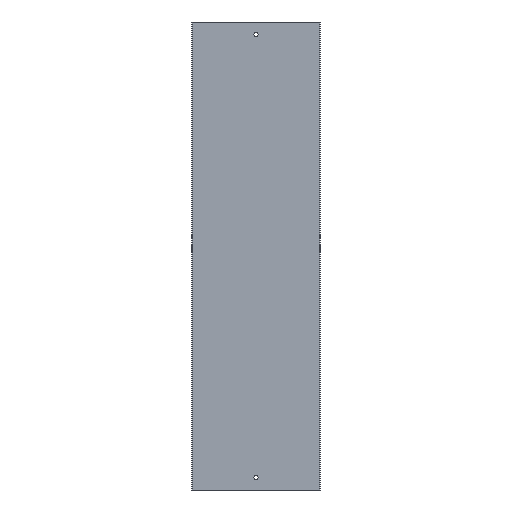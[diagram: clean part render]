
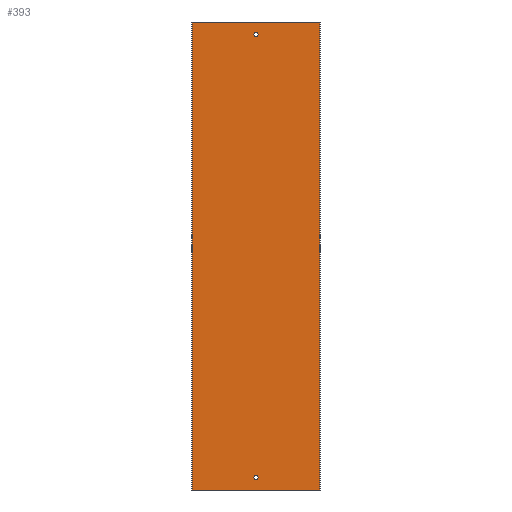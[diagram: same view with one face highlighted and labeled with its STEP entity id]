
A CAD part, front view. The second image highlights one B-rep face of the part: STEP entity #393.
In plain terms, the highlighted planar face has unit normal (0, -1, 0).
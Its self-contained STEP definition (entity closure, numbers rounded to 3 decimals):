
#47 = CARTESIAN_POINT ( 'NONE',  ( -76., 0., 560. ) ) ;
#49 = CARTESIAN_POINT ( 'NONE',  ( 76., 0., 560. ) ) ;
#52 = CARTESIAN_POINT ( 'NONE',  ( -76., 0., 0. ) ) ;
#53 = CARTESIAN_POINT ( 'NONE',  ( 76., 0., 0. ) ) ;
#66 = DIRECTION ( 'NONE',  ( 1., 0., 0. ) ) ;
#68 = DIRECTION ( 'NONE',  ( 1., 0., 0. ) ) ;
#69 = DIRECTION ( 'NONE',  ( 0., 0., 1. ) ) ;
#70 = DIRECTION ( 'NONE',  ( 0., -1., 0. ) ) ;
#71 = CARTESIAN_POINT ( 'NONE',  ( 0., 0., 15. ) ) ;
#72 = DIRECTION ( 'NONE',  ( 0., 0., 1. ) ) ;
#73 = DIRECTION ( 'NONE',  ( 0., -1., 0. ) ) ;
#75 = CARTESIAN_POINT ( 'NONE',  ( 0., 0., 545. ) ) ;
#77 = CARTESIAN_POINT ( 'NONE',  ( -76., 0., 560. ) ) ;
#84 = DIRECTION ( 'NONE',  ( 0., 0., -1. ) ) ;
#85 = CARTESIAN_POINT ( 'NONE',  ( -76., 0., 0. ) ) ;
#86 = CARTESIAN_POINT ( 'NONE',  ( -76., 0., 560. ) ) ;
#95 = DIRECTION ( 'NONE',  ( 0., 0., -1. ) ) ;
#97 = CARTESIAN_POINT ( 'NONE',  ( 76., 0., 560. ) ) ;
#128 = AXIS2_PLACEMENT_3D ( 'NONE', #71, #70, #69 ) ;
#129 = AXIS2_PLACEMENT_3D ( 'NONE', #75, #73, #72 ) ;
#155 = AXIS2_PLACEMENT_3D ( 'NONE', #437, #433, #432 ) ;
#162 = EDGE_CURVE ( 'NONE', #356, #352, #264, .T. ) ;
#167 = EDGE_CURVE ( 'NONE', #358, #353, #254, .T. ) ;
#170 = EDGE_CURVE ( 'NONE', #215, #215, #248, .T. ) ;
#171 = EDGE_CURVE ( 'NONE', #214, #214, #244, .T. ) ;
#172 = EDGE_CURVE ( 'NONE', #353, #352, #246, .T. ) ;
#173 = EDGE_CURVE ( 'NONE', #358, #356, #245, .T. ) ;
#214 = VERTEX_POINT ( 'NONE', #426 ) ;
#215 = VERTEX_POINT ( 'NONE', #423 ) ;
#221 = FACE_BOUND ( 'NONE', #378, .T. ) ;
#223 = FACE_OUTER_BOUND ( 'NONE', #370, .T. ) ;
#224 = FACE_BOUND ( 'NONE', #366, .T. ) ;
#242 = VECTOR ( 'NONE', #68, 1000. ) ;
#243 = VECTOR ( 'NONE', #66, 1000. ) ;
#244 = CIRCLE ( 'NONE', #128, 2.5 ) ;
#245 = LINE ( 'NONE', #77, #243 ) ;
#246 = LINE ( 'NONE', #85, #242 ) ;
#248 = CIRCLE ( 'NONE', #129, 2.5 ) ;
#251 = VECTOR ( 'NONE', #84, 1000. ) ;
#254 = LINE ( 'NONE', #86, #251 ) ;
#261 = VECTOR ( 'NONE', #95, 1000. ) ;
#264 = LINE ( 'NONE', #97, #261 ) ;
#315 = ORIENTED_EDGE ( 'NONE', *, *, #171, .F. ) ;
#316 = ORIENTED_EDGE ( 'NONE', *, *, #170, .F. ) ;
#317 = ORIENTED_EDGE ( 'NONE', *, *, #162, .F. ) ;
#318 = ORIENTED_EDGE ( 'NONE', *, *, #172, .T. ) ;
#319 = ORIENTED_EDGE ( 'NONE', *, *, #167, .T. ) ;
#320 = ORIENTED_EDGE ( 'NONE', *, *, #173, .F. ) ;
#352 = VERTEX_POINT ( 'NONE', #53 ) ;
#353 = VERTEX_POINT ( 'NONE', #52 ) ;
#356 = VERTEX_POINT ( 'NONE', #49 ) ;
#358 = VERTEX_POINT ( 'NONE', #47 ) ;
#366 = EDGE_LOOP ( 'NONE', ( #316 ) ) ;
#370 = EDGE_LOOP ( 'NONE', ( #318, #317, #320, #319 ) ) ;
#378 = EDGE_LOOP ( 'NONE', ( #315 ) ) ;
#393 = ADVANCED_FACE ( 'NONE', ( #224, #221, #223 ), #435, .F. ) ;
#423 = CARTESIAN_POINT ( 'NONE',  ( 0., 0., 547.5 ) ) ;
#426 = CARTESIAN_POINT ( 'NONE',  ( 0., 0., 17.5 ) ) ;
#432 = DIRECTION ( 'NONE',  ( 0., 0., 1. ) ) ;
#433 = DIRECTION ( 'NONE',  ( 0., 1., 0. ) ) ;
#435 = PLANE ( 'NONE',  #155 ) ;
#437 = CARTESIAN_POINT ( 'NONE',  ( -76., 0., 560. ) ) ;
